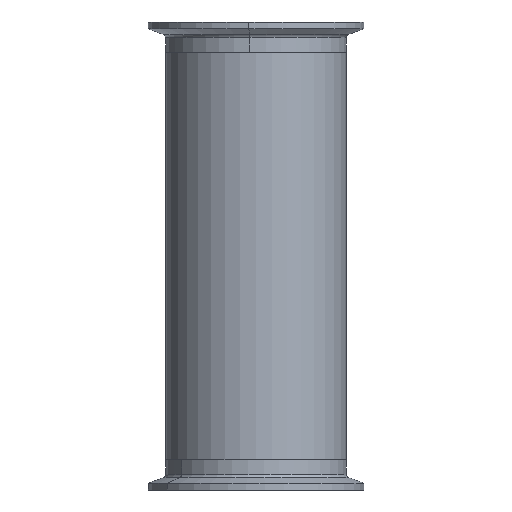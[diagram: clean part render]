
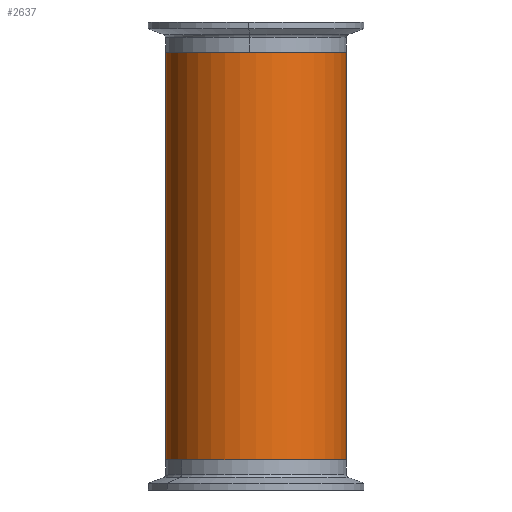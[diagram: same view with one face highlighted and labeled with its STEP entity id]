
A CAD part, front view. The second image highlights one B-rep face of the part: STEP entity #2637.
In plain terms, the highlighted cylindrical face has radius 38.1 mm (diameter 76.2 mm), a partial arc.
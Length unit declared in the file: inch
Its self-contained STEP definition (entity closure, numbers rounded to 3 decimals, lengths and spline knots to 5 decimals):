
#50 = DIRECTION ( 'NONE',  ( 1., 0., 0. ) ) ;
#218 = DIRECTION ( 'NONE',  ( 1., 0., 0. ) ) ;
#453 = EDGE_CURVE ( 'NONE', #707, #2800, #2726, .T. ) ;
#511 = DIRECTION ( 'NONE',  ( 0., 0., -1. ) ) ;
#565 = ORIENTED_EDGE ( 'NONE', *, *, #453, .T. ) ;
#635 = FACE_OUTER_BOUND ( 'NONE', #1770, .T. ) ;
#667 = ORIENTED_EDGE ( 'NONE', *, *, #2761, .T. ) ;
#687 = AXIS2_PLACEMENT_3D ( 'NONE', #1202, #2106, #50 ) ;
#699 = CARTESIAN_POINT ( 'NONE',  ( 0., 0., 3.37402 ) ) ;
#706 = CYLINDRICAL_SURFACE ( 'NONE', #2508, 1.5 ) ;
#707 = VERTEX_POINT ( 'NONE', #1465 ) ;
#814 = VERTEX_POINT ( 'NONE', #2884 ) ;
#917 = DIRECTION ( 'NONE',  ( 0., 0., 1. ) ) ;
#1202 = CARTESIAN_POINT ( 'NONE',  ( 0., 0., 3.37402 ) ) ;
#1314 = DIRECTION ( 'NONE',  ( 0., 0., -1. ) ) ;
#1318 = VERTEX_POINT ( 'NONE', #2598 ) ;
#1465 = CARTESIAN_POINT ( 'NONE',  ( -1.5, 0., -3.37402 ) ) ;
#1577 = EDGE_CURVE ( 'NONE', #814, #2800, #2383, .T. ) ;
#1698 = CARTESIAN_POINT ( 'NONE',  ( -1.5, 0., 3.37402 ) ) ;
#1705 = CARTESIAN_POINT ( 'NONE',  ( 1.5, 0., -3.37402 ) ) ;
#1742 = AXIS2_PLACEMENT_3D ( 'NONE', #2739, #917, #218 ) ;
#1770 = EDGE_LOOP ( 'NONE', ( #2047, #2560, #667, #565 ) ) ;
#1785 = CARTESIAN_POINT ( 'NONE',  ( 1.5, 0., 3.37402 ) ) ;
#1936 = VECTOR ( 'NONE', #511, 39.37008 ) ;
#2047 = ORIENTED_EDGE ( 'NONE', *, *, #1577, .F. ) ;
#2090 = EDGE_CURVE ( 'NONE', #1318, #814, #2104, .T. ) ;
#2091 = DIRECTION ( 'NONE',  ( -1., 0., 0. ) ) ;
#2104 = CIRCLE ( 'NONE', #687, 1.5 ) ;
#2106 = DIRECTION ( 'NONE',  ( 0., 0., 1. ) ) ;
#2383 = LINE ( 'NONE', #1785, #2559 ) ;
#2508 = AXIS2_PLACEMENT_3D ( 'NONE', #699, #2772, #2091 ) ;
#2528 = LINE ( 'NONE', #1698, #1936 ) ;
#2559 = VECTOR ( 'NONE', #1314, 39.37008 ) ;
#2560 = ORIENTED_EDGE ( 'NONE', *, *, #2090, .F. ) ;
#2598 = CARTESIAN_POINT ( 'NONE',  ( -1.5, 0., 3.37402 ) ) ;
#2637 = ADVANCED_FACE ( 'NONE', ( #635 ), #706, .T. ) ;
#2726 = CIRCLE ( 'NONE', #1742, 1.5 ) ;
#2739 = CARTESIAN_POINT ( 'NONE',  ( 0., 0., -3.37402 ) ) ;
#2761 = EDGE_CURVE ( 'NONE', #1318, #707, #2528, .T. ) ;
#2772 = DIRECTION ( 'NONE',  ( 0., 0., -1. ) ) ;
#2800 = VERTEX_POINT ( 'NONE', #1705 ) ;
#2884 = CARTESIAN_POINT ( 'NONE',  ( 1.5, 0., 3.37402 ) ) ;
